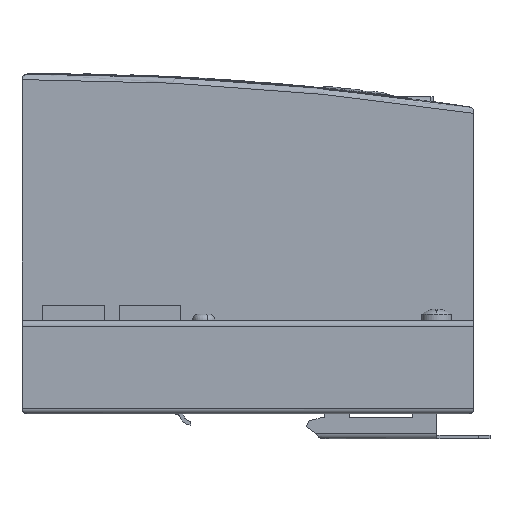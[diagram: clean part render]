
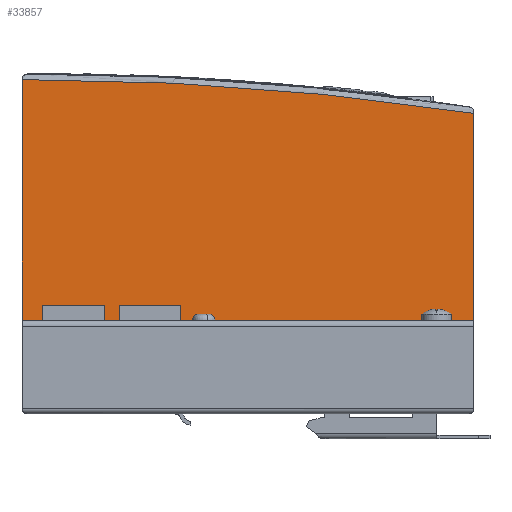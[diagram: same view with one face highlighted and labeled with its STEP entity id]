
A CAD part, left-side view. The second image highlights one B-rep face of the part: STEP entity #33857.
In plain terms, the highlighted planar face has unit normal (-1, 0, 0).
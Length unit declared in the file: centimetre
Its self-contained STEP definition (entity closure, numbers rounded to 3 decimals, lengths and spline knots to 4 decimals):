
#2103=PLANE('',#36020);
#3903=VECTOR('',#39903,1.);
#3906=VECTOR('',#39907,1.);
#3907=VECTOR('',#39910,1.);
#7424=LINE('',#47804,#3903);
#7427=LINE('',#47810,#3906);
#7428=LINE('',#47814,#3907);
#10914=VERTEX_POINT('',#47799);
#10915=VERTEX_POINT('',#47801);
#10916=VERTEX_POINT('',#47805);
#10918=VERTEX_POINT('',#47811);
#10919=VERTEX_POINT('',#47813);
#10920=VERTEX_POINT('',#47815);
#13682=CIRCLE('',#36018,0.15);
#13683=CIRCLE('',#36021,79.85);
#13684=CIRCLE('',#36022,0.15);
#15460=EDGE_CURVE('',#10914,#10915,#13682,.T.);
#15462=EDGE_CURVE('',#10915,#10916,#7424,.T.);
#15465=EDGE_CURVE('',#10918,#10914,#7427,.T.);
#15466=EDGE_CURVE('',#10919,#10918,#13683,.T.);
#15467=EDGE_CURVE('',#10920,#10919,#7428,.T.);
#15468=EDGE_CURVE('',#10916,#10920,#13684,.T.);
#21703=ORIENTED_EDGE('',*,*,#15460,.F.);
#21704=ORIENTED_EDGE('',*,*,#15465,.F.);
#21705=ORIENTED_EDGE('',*,*,#15466,.F.);
#21706=ORIENTED_EDGE('',*,*,#15467,.F.);
#21707=ORIENTED_EDGE('',*,*,#15468,.F.);
#21708=ORIENTED_EDGE('',*,*,#15462,.F.);
#29786=EDGE_LOOP('',(#21703,#21704,#21705,#21706,#21707,#21708));
#31835=FACE_BOUND('',#29786,.T.);
#33857=ADVANCED_FACE('',(#31835),#2103,.F.);
#36018=AXIS2_PLACEMENT_3D('',#47800,#39899,#39900);
#36020=AXIS2_PLACEMENT_3D('',#47809,#39906,$);
#36021=AXIS2_PLACEMENT_3D('',#47812,#39908,#39909);
#36022=AXIS2_PLACEMENT_3D('',#47816,#39911,#39912);
#39899=DIRECTION('',(1.,0.,0.));
#39900=DIRECTION('',(0.,-0.106,-0.106));
#39903=DIRECTION('',(0.,1.,0.));
#39906=DIRECTION('',(1.,0.,0.));
#39907=DIRECTION('',(0.,0.,-1.));
#39908=DIRECTION('',(1.,0.,0.));
#39909=DIRECTION('',(0.,-5.923,79.63));
#39910=DIRECTION('',(0.,0.,1.));
#39911=DIRECTION('',(1.,0.,0.));
#39912=DIRECTION('',(0.,0.106,-0.106));
#47799=CARTESIAN_POINT('',(-2.9,-6.05,0.15));
#47800=CARTESIAN_POINT('',(-2.9,-5.9,0.15));
#47801=CARTESIAN_POINT('',(-2.9,-5.9,0.));
#47804=CARTESIAN_POINT('',(-2.9,-6.05,0.));
#47805=CARTESIAN_POINT('',(-2.9,5.9,0.));
#47809=CARTESIAN_POINT('',(-2.9,0.1281,4.3749));
#47810=CARTESIAN_POINT('',(-2.9,-6.05,8.2));
#47811=CARTESIAN_POINT('',(-2.9,-6.05,8.0483));
#47812=CARTESIAN_POINT('',(-2.9,5.9169,-70.8999));
#47813=CARTESIAN_POINT('',(-2.9,6.05,8.95));
#47814=CARTESIAN_POINT('',(-2.9,6.05,0.));
#47815=CARTESIAN_POINT('',(-2.9,6.05,0.15));
#47816=CARTESIAN_POINT('',(-2.9,5.9,0.15));
